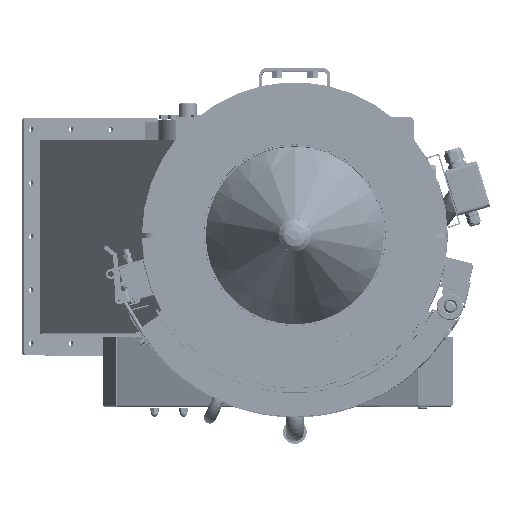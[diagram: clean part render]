
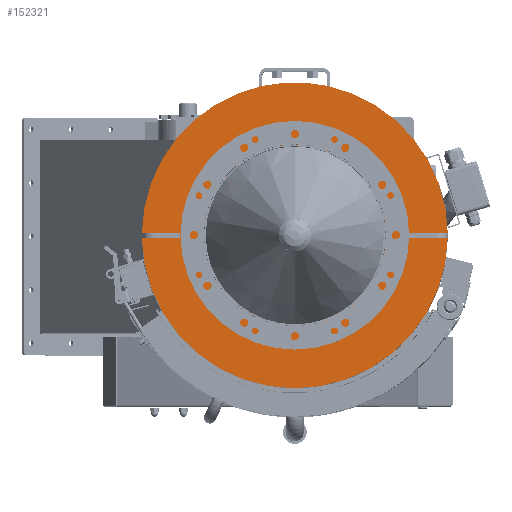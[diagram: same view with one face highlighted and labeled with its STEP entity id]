
A CAD part, top view. The second image highlights one B-rep face of the part: STEP entity #152321.
In plain terms, the highlighted planar face has unit normal (0, 0, 1).
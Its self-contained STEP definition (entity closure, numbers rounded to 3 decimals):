
#14899=LINE($,#269877,#27830);
#14903=LINE($,#269889,#27834);
#14905=LINE($,#269893,#27836);
#14906=LINE($,#269900,#27837);
#14907=LINE($,#269902,#27838);
#14908=LINE($,#269904,#27839);
#27830=VECTOR($,#184761,64.969);
#27834=VECTOR($,#184773,8.);
#27836=VECTOR($,#184779,64.969);
#27837=VECTOR($,#184786,64.969);
#27838=VECTOR($,#184787,8.);
#27839=VECTOR($,#184788,64.969);
#34303=FACE_BOUND($,#49055,.T.);
#34304=FACE_BOUND($,#49056,.T.);
#49055=EDGE_LOOP($,(#115722));
#49056=EDGE_LOOP($,(#115723,#115724,#115725,#115726,#115727,#115728,#115729,
#115730,#115731,#115732));
#55178=CIRCLE($,#160846,153.5);
#55179=CIRCLE($,#160847,257.5);
#55180=CIRCLE($,#160848,257.5);
#55181=CIRCLE($,#160849,257.5);
#55182=CIRCLE($,#160850,257.5);
#65948=VERTEX_POINT($,#269845);
#65951=VERTEX_POINT($,#269852);
#65960=VERTEX_POINT($,#269876);
#65963=VERTEX_POINT($,#269885);
#65965=VERTEX_POINT($,#269895);
#65966=VERTEX_POINT($,#269897);
#65967=VERTEX_POINT($,#269899);
#65968=VERTEX_POINT($,#269901);
#65969=VERTEX_POINT($,#269903);
#65970=VERTEX_POINT($,#269905);
#65971=VERTEX_POINT($,#269907);
#83586=EDGE_CURVE($,#65960,#65948,#14899,.T.);
#83592=EDGE_CURVE($,#65963,#65960,#14903,.T.);
#83594=EDGE_CURVE($,#65951,#65963,#14905,.T.);
#83595=EDGE_CURVE($,#65965,#65965,#55178,.T.);
#83596=EDGE_CURVE($,#65966,#65948,#55179,.T.);
#83597=EDGE_CURVE($,#65966,#65967,#14906,.T.);
#83598=EDGE_CURVE($,#65967,#65968,#14907,.T.);
#83599=EDGE_CURVE($,#65968,#65969,#14908,.T.);
#83600=EDGE_CURVE($,#65970,#65969,#55180,.T.);
#83601=EDGE_CURVE($,#65971,#65970,#55181,.T.);
#83602=EDGE_CURVE($,#65951,#65971,#55182,.T.);
#115722=ORIENTED_EDGE($,*,*,#83595,.T.);
#115723=ORIENTED_EDGE($,*,*,#83594,.T.);
#115724=ORIENTED_EDGE($,*,*,#83592,.T.);
#115725=ORIENTED_EDGE($,*,*,#83586,.T.);
#115726=ORIENTED_EDGE($,*,*,#83596,.F.);
#115727=ORIENTED_EDGE($,*,*,#83597,.T.);
#115728=ORIENTED_EDGE($,*,*,#83598,.T.);
#115729=ORIENTED_EDGE($,*,*,#83599,.T.);
#115730=ORIENTED_EDGE($,*,*,#83600,.F.);
#115731=ORIENTED_EDGE($,*,*,#83601,.F.);
#115732=ORIENTED_EDGE($,*,*,#83602,.F.);
#137287=PLANE($,#160845);
#152321=ADVANCED_FACE($,(#34303,#34304),#137287,.T.);
#160845=AXIS2_PLACEMENT_3D($,#269894,#184780,#184781);
#160846=AXIS2_PLACEMENT_3D($,#269896,#184782,#184783);
#160847=AXIS2_PLACEMENT_3D($,#269898,#184784,#184785);
#160848=AXIS2_PLACEMENT_3D($,#269906,#184789,#184790);
#160849=AXIS2_PLACEMENT_3D($,#269908,#184791,#184792);
#160850=AXIS2_PLACEMENT_3D($,#269909,#184793,#184794);
#184761=DIRECTION($,(-1.,0.,0.));
#184773=DIRECTION($,(0.,-1.,0.));
#184779=DIRECTION($,(1.,0.,0.));
#184780=DIRECTION('center_axis',(0.,0.,1.));
#184781=DIRECTION('ref_axis',(1.,0.,0.));
#184782=DIRECTION('center_axis',(0.,0.,-1.));
#184783=DIRECTION('ref_axis',(-0.108,-0.994,0.));
#184784=DIRECTION('center_axis',(0.,0.,-1.));
#184785=DIRECTION('ref_axis',(1.,0.,0.));
#184786=DIRECTION($,(-1.,0.,0.));
#184787=DIRECTION($,(0.,1.,0.));
#184788=DIRECTION($,(1.,0.,0.));
#184789=DIRECTION('center_axis',(0.,0.,-1.));
#184790=DIRECTION('ref_axis',(1.,0.,0.));
#184791=DIRECTION('center_axis',(0.,0.,-1.));
#184792=DIRECTION('ref_axis',(1.,0.,0.));
#184793=DIRECTION('center_axis',(0.,0.,-1.));
#184794=DIRECTION('ref_axis',(1.,0.,0.));
#269845=CARTESIAN_POINT('',(-257.469,-4.,380.));
#269852=CARTESIAN_POINT('',(-257.469,4.,380.));
#269876=CARTESIAN_POINT('',(-192.5,-4.,380.));
#269877=CARTESIAN_POINT($,(-112.5,-4.,380.));
#269885=CARTESIAN_POINT('',(-192.5,4.,380.));
#269889=CARTESIAN_POINT($,(-192.5,36.029,380.));
#269893=CARTESIAN_POINT($,(-112.5,4.,380.));
#269894=CARTESIAN_POINT('Origin',(0.,72.058,380.));
#269895=CARTESIAN_POINT('',(16.557,152.604,380.));
#269896=CARTESIAN_POINT('Origin',(0.,0.,
380.));
#269897=CARTESIAN_POINT('',(257.469,-4.,380.));
#269898=CARTESIAN_POINT('Origin',(0.,0.,380.));
#269899=CARTESIAN_POINT('',(192.5,-4.,380.));
#269900=CARTESIAN_POINT($,(112.5,-4.,380.));
#269901=CARTESIAN_POINT('',(192.5,4.,380.));
#269902=CARTESIAN_POINT($,(192.5,36.029,380.));
#269903=CARTESIAN_POINT('',(257.469,4.,380.));
#269904=CARTESIAN_POINT($,(112.5,4.,380.));
#269905=CARTESIAN_POINT('',(55.,251.558,380.));
#269906=CARTESIAN_POINT('Origin',(0.,0.,380.));
#269907=CARTESIAN_POINT('',(-55.,251.558,380.));
#269908=CARTESIAN_POINT('Origin',(0.,0.,380.));
#269909=CARTESIAN_POINT('Origin',(0.,0.,380.));
